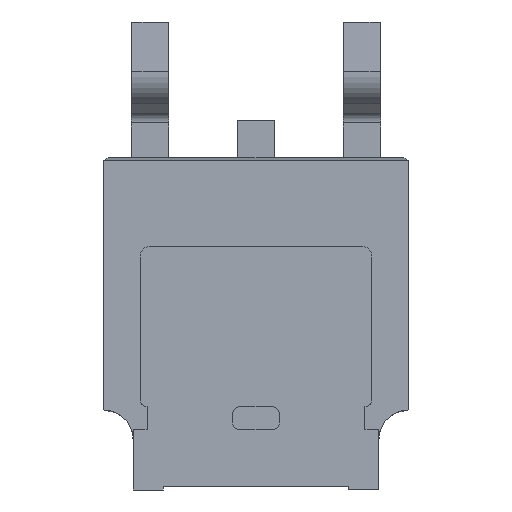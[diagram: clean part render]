
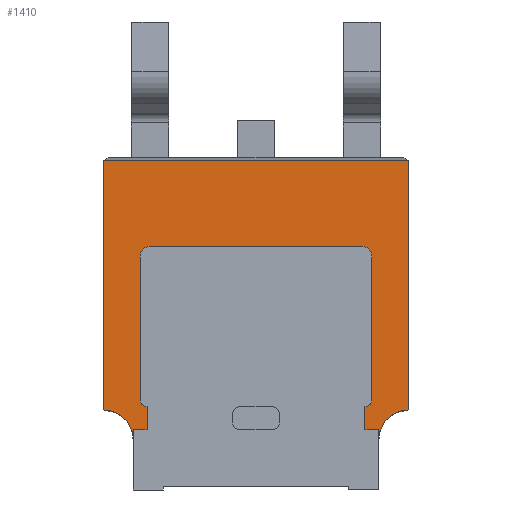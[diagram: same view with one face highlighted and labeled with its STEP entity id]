
A CAD part, front view. The second image highlights one B-rep face of the part: STEP entity #1410.
In plain terms, the highlighted planar face has unit normal (0, -1, 0).
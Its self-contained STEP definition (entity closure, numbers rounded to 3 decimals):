
#56 = ORIENTED_EDGE ( 'NONE', *, *, #2777, .F. ) ;
#59 = VERTEX_POINT ( 'NONE', #3582 ) ;
#71 = ORIENTED_EDGE ( 'NONE', *, *, #2337, .F. ) ;
#74 = DIRECTION ( 'NONE',  ( 0., 1., 0. ) ) ;
#82 = CARTESIAN_POINT ( 'NONE',  ( 2.3, 0., 0.2 ) ) ;
#88 = VERTEX_POINT ( 'NONE', #1945 ) ;
#113 = VERTEX_POINT ( 'NONE', #813 ) ;
#122 = VECTOR ( 'NONE', #2066, 1000. ) ;
#137 = LINE ( 'NONE', #911, #980 ) ;
#154 = CIRCLE ( 'NONE', #2046, 0.2 ) ;
#171 = VERTEX_POINT ( 'NONE', #1400 ) ;
#185 = CARTESIAN_POINT ( 'NONE',  ( -2.5, 0., 0. ) ) ;
#226 = CARTESIAN_POINT ( 'NONE',  ( -2.647, 0., -3.75 ) ) ;
#243 = LINE ( 'NONE', #226, #2540 ) ;
#280 = DIRECTION ( 'NONE',  ( -1., 0., 0. ) ) ;
#298 = CARTESIAN_POINT ( 'NONE',  ( -2.3, 0., 0. ) ) ;
#323 = EDGE_CURVE ( 'NONE', #371, #1403, #889, .T. ) ;
#363 = VECTOR ( 'NONE', #713, 1000. ) ;
#371 = VERTEX_POINT ( 'NONE', #2336 ) ;
#372 = EDGE_CURVE ( 'NONE', #3586, #1056, #3460, .T. ) ;
#374 = ORIENTED_EDGE ( 'NONE', *, *, #846, .F. ) ;
#409 = DIRECTION ( 'NONE',  ( -1., 0., 0. ) ) ;
#415 = AXIS2_PLACEMENT_3D ( 'NONE', #3126, #1788, #603 ) ;
#451 = CARTESIAN_POINT ( 'NONE',  ( 2.35, 0., -3.75 ) ) ;
#513 = CARTESIAN_POINT ( 'NONE',  ( 3.3, 0., 2.055 ) ) ;
#520 = ORIENTED_EDGE ( 'NONE', *, *, #3637, .T. ) ;
#529 = DIRECTION ( 'NONE',  ( 0., 0., 1. ) ) ;
#549 = CARTESIAN_POINT ( 'NONE',  ( 3.3, 0., -3.323 ) ) ;
#603 = DIRECTION ( 'NONE',  ( 0., 0., -1. ) ) ;
#634 = CARTESIAN_POINT ( 'NONE',  ( -3.3, 0., 2.055 ) ) ;
#650 = LINE ( 'NONE', #2261, #3372 ) ;
#702 = EDGE_CURVE ( 'NONE', #1056, #3541, #1953, .T. ) ;
#713 = DIRECTION ( 'NONE',  ( -1., 0., 0. ) ) ;
#752 = VERTEX_POINT ( 'NONE', #185 ) ;
#769 = ORIENTED_EDGE ( 'NONE', *, *, #323, .T. ) ;
#789 = ORIENTED_EDGE ( 'NONE', *, *, #1896, .F. ) ;
#813 = CARTESIAN_POINT ( 'NONE',  ( -2.648, 0., -3.975 ) ) ;
#829 = DIRECTION ( 'NONE',  ( -1., 0., 0. ) ) ;
#831 = EDGE_LOOP ( 'NONE', ( #56, #848, #769, #1731, #3266, #2609, #520, #374, #1903, #2461, #789, #71, #3287, #2091, #2932, #1630, #2781, #2638 ) ) ;
#846 = EDGE_CURVE ( 'NONE', #171, #113, #243, .T. ) ;
#848 = ORIENTED_EDGE ( 'NONE', *, *, #1087, .F. ) ;
#873 = VERTEX_POINT ( 'NONE', #3355 ) ;
#889 = CIRCLE ( 'NONE', #415, 0.652 ) ;
#911 = CARTESIAN_POINT ( 'NONE',  ( 2.5, 0., -3.1 ) ) ;
#930 = DIRECTION ( 'NONE',  ( 0., 0., 1. ) ) ;
#932 = CARTESIAN_POINT ( 'NONE',  ( 2.35, 0., -3.75 ) ) ;
#933 = LINE ( 'NONE', #2923, #2858 ) ;
#963 = DIRECTION ( 'NONE',  ( 0., -1., 0. ) ) ;
#980 = VECTOR ( 'NONE', #930, 1000. ) ;
#1052 = VERTEX_POINT ( 'NONE', #1753 ) ;
#1056 = VERTEX_POINT ( 'NONE', #1513 ) ;
#1087 = EDGE_CURVE ( 'NONE', #371, #1388, #3207, .T. ) ;
#1116 = DIRECTION ( 'NONE',  ( 0., 1., 0. ) ) ;
#1204 = DIRECTION ( 'NONE',  ( 0., -1., 0. ) ) ;
#1262 = LINE ( 'NONE', #82, #2332 ) ;
#1264 = LINE ( 'NONE', #2999, #363 ) ;
#1321 = FACE_OUTER_BOUND ( 'NONE', #831, .T. ) ;
#1330 = EDGE_CURVE ( 'NONE', #873, #3391, #1264, .T. ) ;
#1334 = CARTESIAN_POINT ( 'NONE',  ( -2.5, 0., -3.1 ) ) ;
#1388 = VERTEX_POINT ( 'NONE', #1560 ) ;
#1400 = CARTESIAN_POINT ( 'NONE',  ( -2.647, 0., -3.75 ) ) ;
#1403 = VERTEX_POINT ( 'NONE', #549 ) ;
#1410 = ADVANCED_FACE ( 'NONE', ( #1321 ), #1677, .F. ) ;
#1431 = DIRECTION ( 'NONE',  ( 0., 0., 1. ) ) ;
#1432 = VECTOR ( 'NONE', #2903, 1000. ) ;
#1480 = VECTOR ( 'NONE', #829, 1000. ) ;
#1497 = DIRECTION ( 'NONE',  ( 0., 0., 1. ) ) ;
#1513 = CARTESIAN_POINT ( 'NONE',  ( 2.35, 0., -3.25 ) ) ;
#1555 = EDGE_CURVE ( 'NONE', #1052, #171, #650, .T. ) ;
#1560 = CARTESIAN_POINT ( 'NONE',  ( 2.648, 0., -3.75 ) ) ;
#1611 = AXIS2_PLACEMENT_3D ( 'NONE', #3118, #1204, #1718 ) ;
#1630 = ORIENTED_EDGE ( 'NONE', *, *, #3480, .F. ) ;
#1677 = PLANE ( 'NONE',  #3367 ) ;
#1695 = CARTESIAN_POINT ( 'NONE',  ( 2.3, 0., 0. ) ) ;
#1718 = DIRECTION ( 'NONE',  ( 0., 0., 1. ) ) ;
#1729 = DIRECTION ( 'NONE',  ( 0., -1., 0. ) ) ;
#1731 = ORIENTED_EDGE ( 'NONE', *, *, #2920, .F. ) ;
#1753 = CARTESIAN_POINT ( 'NONE',  ( -2.35, 0., -3.75 ) ) ;
#1766 = DIRECTION ( 'NONE',  ( 0., 0., -1. ) ) ;
#1788 = DIRECTION ( 'NONE',  ( 0., 1., 0. ) ) ;
#1793 = DIRECTION ( 'NONE',  ( 0., 0., 1. ) ) ;
#1845 = CARTESIAN_POINT ( 'NONE',  ( -3.3, 0., 2.055 ) ) ;
#1879 = CARTESIAN_POINT ( 'NONE',  ( -2.35, 0., -3.25 ) ) ;
#1896 = EDGE_CURVE ( 'NONE', #2369, #2250, #2961, .T. ) ;
#1903 = ORIENTED_EDGE ( 'NONE', *, *, #1555, .F. ) ;
#1945 = CARTESIAN_POINT ( 'NONE',  ( 2.5, 0., 0. ) ) ;
#1953 = CIRCLE ( 'NONE', #2409, 0.15 ) ;
#1967 = EDGE_CURVE ( 'NONE', #3391, #3341, #3386, .T. ) ;
#1995 = DIRECTION ( 'NONE',  ( 0., 0., -1. ) ) ;
#2007 = AXIS2_PLACEMENT_3D ( 'NONE', #2621, #74, #1497 ) ;
#2020 = VECTOR ( 'NONE', #1793, 1000. ) ;
#2046 = AXIS2_PLACEMENT_3D ( 'NONE', #298, #3383, #1431 ) ;
#2054 = CARTESIAN_POINT ( 'NONE',  ( 2.648, 0., -3.75 ) ) ;
#2066 = DIRECTION ( 'NONE',  ( 0., 0., 1. ) ) ;
#2091 = ORIENTED_EDGE ( 'NONE', *, *, #3481, .F. ) ;
#2116 = DIRECTION ( 'NONE',  ( 0., 0., -1. ) ) ;
#2171 = LINE ( 'NONE', #1334, #3127 ) ;
#2192 = CARTESIAN_POINT ( 'NONE',  ( 2.5, 0., -3.1 ) ) ;
#2250 = VERTEX_POINT ( 'NONE', #1879 ) ;
#2261 = CARTESIAN_POINT ( 'NONE',  ( -2.647, 0., -3.75 ) ) ;
#2262 = CARTESIAN_POINT ( 'NONE',  ( -3.3, 0., -3.323 ) ) ;
#2295 = CIRCLE ( 'NONE', #2007, 0.652 ) ;
#2332 = VECTOR ( 'NONE', #409, 1000. ) ;
#2336 = CARTESIAN_POINT ( 'NONE',  ( 2.648, 0., -3.975 ) ) ;
#2337 = EDGE_CURVE ( 'NONE', #752, #2369, #2171, .T. ) ;
#2369 = VERTEX_POINT ( 'NONE', #3589 ) ;
#2387 = CARTESIAN_POINT ( 'NONE',  ( -2.3, 0., 0.2 ) ) ;
#2409 = AXIS2_PLACEMENT_3D ( 'NONE', #3491, #963, #2116 ) ;
#2461 = ORIENTED_EDGE ( 'NONE', *, *, #3024, .F. ) ;
#2540 = VECTOR ( 'NONE', #2714, 1000. ) ;
#2609 = ORIENTED_EDGE ( 'NONE', *, *, #1967, .T. ) ;
#2621 = CARTESIAN_POINT ( 'NONE',  ( -3.3, 0., -3.975 ) ) ;
#2638 = ORIENTED_EDGE ( 'NONE', *, *, #372, .F. ) ;
#2714 = DIRECTION ( 'NONE',  ( 0., 0., -1. ) ) ;
#2734 = LINE ( 'NONE', #3584, #1480 ) ;
#2777 = EDGE_CURVE ( 'NONE', #1388, #3586, #2734, .T. ) ;
#2781 = ORIENTED_EDGE ( 'NONE', *, *, #702, .F. ) ;
#2832 = EDGE_CURVE ( 'NONE', #88, #59, #3575, .T. ) ;
#2858 = VECTOR ( 'NONE', #1766, 1000. ) ;
#2903 = DIRECTION ( 'NONE',  ( 0., 0., -1. ) ) ;
#2920 = EDGE_CURVE ( 'NONE', #873, #1403, #3112, .T. ) ;
#2923 = CARTESIAN_POINT ( 'NONE',  ( -2.35, 0., -3.75 ) ) ;
#2932 = ORIENTED_EDGE ( 'NONE', *, *, #2832, .F. ) ;
#2961 = CIRCLE ( 'NONE', #1611, 0.15 ) ;
#2999 = CARTESIAN_POINT ( 'NONE',  ( 3.3, 0., 2.055 ) ) ;
#3024 = EDGE_CURVE ( 'NONE', #2250, #1052, #933, .T. ) ;
#3080 = DIRECTION ( 'NONE',  ( 0., 0., -1. ) ) ;
#3112 = LINE ( 'NONE', #3148, #3389 ) ;
#3118 = CARTESIAN_POINT ( 'NONE',  ( -2.35, 0., -3.1 ) ) ;
#3126 = CARTESIAN_POINT ( 'NONE',  ( 3.3, 0., -3.975 ) ) ;
#3127 = VECTOR ( 'NONE', #3286, 1000. ) ;
#3148 = CARTESIAN_POINT ( 'NONE',  ( 3.3, 0., 2.055 ) ) ;
#3207 = LINE ( 'NONE', #2054, #2020 ) ;
#3266 = ORIENTED_EDGE ( 'NONE', *, *, #1330, .T. ) ;
#3273 = AXIS2_PLACEMENT_3D ( 'NONE', #1695, #1729, #1995 ) ;
#3286 = DIRECTION ( 'NONE',  ( 0., 0., -1. ) ) ;
#3287 = ORIENTED_EDGE ( 'NONE', *, *, #3350, .F. ) ;
#3341 = VERTEX_POINT ( 'NONE', #2262 ) ;
#3350 = EDGE_CURVE ( 'NONE', #3485, #752, #154, .T. ) ;
#3355 = CARTESIAN_POINT ( 'NONE',  ( 3.3, 0., 2.055 ) ) ;
#3367 = AXIS2_PLACEMENT_3D ( 'NONE', #513, #1116, #529 ) ;
#3372 = VECTOR ( 'NONE', #280, 1000. ) ;
#3383 = DIRECTION ( 'NONE',  ( 0., -1., 0. ) ) ;
#3386 = LINE ( 'NONE', #634, #1432 ) ;
#3389 = VECTOR ( 'NONE', #3080, 1000. ) ;
#3391 = VERTEX_POINT ( 'NONE', #1845 ) ;
#3460 = LINE ( 'NONE', #932, #122 ) ;
#3480 = EDGE_CURVE ( 'NONE', #3541, #88, #137, .T. ) ;
#3481 = EDGE_CURVE ( 'NONE', #59, #3485, #1262, .T. ) ;
#3485 = VERTEX_POINT ( 'NONE', #2387 ) ;
#3491 = CARTESIAN_POINT ( 'NONE',  ( 2.35, 0., -3.1 ) ) ;
#3541 = VERTEX_POINT ( 'NONE', #2192 ) ;
#3575 = CIRCLE ( 'NONE', #3273, 0.2 ) ;
#3582 = CARTESIAN_POINT ( 'NONE',  ( 2.3, 0., 0.2 ) ) ;
#3584 = CARTESIAN_POINT ( 'NONE',  ( 2.648, 0., -3.75 ) ) ;
#3586 = VERTEX_POINT ( 'NONE', #451 ) ;
#3589 = CARTESIAN_POINT ( 'NONE',  ( -2.5, 0., -3.1 ) ) ;
#3637 = EDGE_CURVE ( 'NONE', #3341, #113, #2295, .T. ) ;
